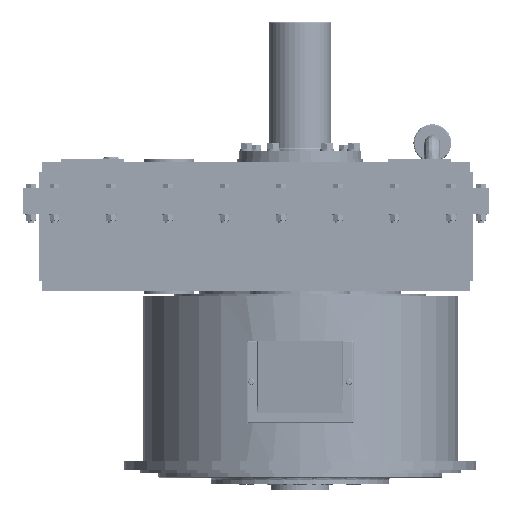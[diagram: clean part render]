
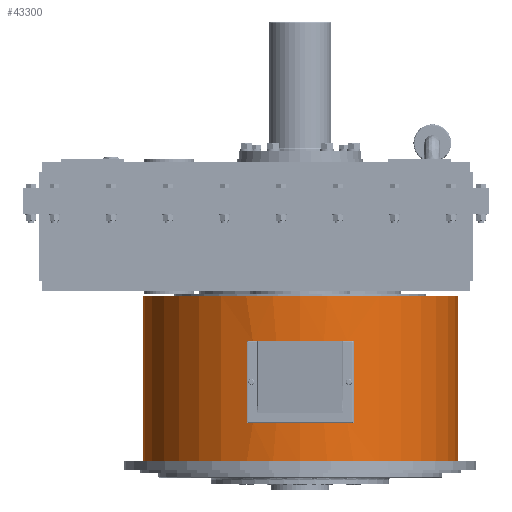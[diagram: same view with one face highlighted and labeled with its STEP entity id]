
A CAD part, front view. The second image highlights one B-rep face of the part: STEP entity #43300.
In plain terms, the highlighted cylindrical face has radius 317.5 mm (diameter 635 mm), a partial arc.
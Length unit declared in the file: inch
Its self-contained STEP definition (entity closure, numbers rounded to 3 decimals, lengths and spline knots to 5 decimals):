
#2637 = CARTESIAN_POINT ( 'NONE',  ( 0., 0., 3.37 ) ) ;
#3992 = LINE ( 'NONE', #147103, #38454 ) ;
#7311 = CIRCLE ( 'NONE', #58475, 12.5 ) ;
#14569 = CARTESIAN_POINT ( 'NONE',  ( 0., 0., 0. ) ) ;
#15635 = DIRECTION ( 'NONE',  ( 1., 0., 0. ) ) ;
#15739 = EDGE_CURVE ( 'NONE', #27633, #104337, #47030, .T. ) ;
#16185 = LINE ( 'NONE', #143644, #50644 ) ;
#17573 = CARTESIAN_POINT ( 'NONE',  ( 0., 0., 13.423 ) ) ;
#23304 = FACE_OUTER_BOUND ( 'NONE', #113795, .T. ) ;
#24431 = ORIENTED_EDGE ( 'NONE', *, *, #114457, .T. ) ;
#24806 = CARTESIAN_POINT ( 'NONE',  ( -12.5, 0., 0. ) ) ;
#25416 = ORIENTED_EDGE ( 'NONE', *, *, #80200, .T. ) ;
#27510 = DIRECTION ( 'NONE',  ( 1., 0., 0. ) ) ;
#27633 = VERTEX_POINT ( 'NONE', #78583 ) ;
#29064 = ORIENTED_EDGE ( 'NONE', *, *, #106942, .F. ) ;
#31411 = CARTESIAN_POINT ( 'NONE',  ( -12.5, 0., 0. ) ) ;
#33897 = VERTEX_POINT ( 'NONE', #63971 ) ;
#38454 = VECTOR ( 'NONE', #56841, 39.37008 ) ;
#39253 = DIRECTION ( 'NONE',  ( 0., 0., 1. ) ) ;
#39508 = VECTOR ( 'NONE', #115173, 39.37008 ) ;
#41576 = ORIENTED_EDGE ( 'NONE', *, *, #106310, .T. ) ;
#43300 = ADVANCED_FACE ( 'NONE', ( #23304, #122245 ), #118212, .T. ) ;
#47030 = CIRCLE ( 'NONE', #116689, 12.5 ) ;
#48292 = ORIENTED_EDGE ( 'NONE', *, *, #15739, .T. ) ;
#48910 = CARTESIAN_POINT ( 'NONE',  ( 3.75, -11.92424, 0. ) ) ;
#50644 = VECTOR ( 'NONE', #39253, 39.37008 ) ;
#51860 = EDGE_CURVE ( 'NONE', #159455, #33897, #3992, .T. ) ;
#56841 = DIRECTION ( 'NONE',  ( 0., 0., 1. ) ) ;
#57316 = CARTESIAN_POINT ( 'NONE',  ( 0., 0., 9.87 ) ) ;
#58475 = AXIS2_PLACEMENT_3D ( 'NONE', #57316, #147596, #70270 ) ;
#58886 = VERTEX_POINT ( 'NONE', #111092 ) ;
#59317 = AXIS2_PLACEMENT_3D ( 'NONE', #2637, #92989, #15635 ) ;
#62212 = CARTESIAN_POINT ( 'NONE',  ( 0., 0., 0. ) ) ;
#63971 = CARTESIAN_POINT ( 'NONE',  ( -3.75, -11.92424, 9.87 ) ) ;
#64184 = CARTESIAN_POINT ( 'NONE',  ( -12.5, 0., 13.423 ) ) ;
#67655 = VECTOR ( 'NONE', #87726, 39.37008 ) ;
#70270 = DIRECTION ( 'NONE',  ( 1., 0., 0. ) ) ;
#72614 = EDGE_CURVE ( 'NONE', #141181, #135815, #148038, .T. ) ;
#75210 = DIRECTION ( 'NONE',  ( 1., 0., 0. ) ) ;
#77846 = LINE ( 'NONE', #24806, #39508 ) ;
#78583 = CARTESIAN_POINT ( 'NONE',  ( 12.5, 0., 13.423 ) ) ;
#80200 = EDGE_CURVE ( 'NONE', #33897, #58886, #7311, .T. ) ;
#87664 = CIRCLE ( 'NONE', #59317, 12.5 ) ;
#87726 = DIRECTION ( 'NONE',  ( 0., 0., -1. ) ) ;
#89089 = AXIS2_PLACEMENT_3D ( 'NONE', #14569, #104883, #27510 ) ;
#92989 = DIRECTION ( 'NONE',  ( 0., 0., -1. ) ) ;
#93224 = CARTESIAN_POINT ( 'NONE',  ( 12.5, 0., 0. ) ) ;
#101897 = LINE ( 'NONE', #48910, #67655 ) ;
#103651 = AXIS2_PLACEMENT_3D ( 'NONE', #62212, #141236, #75210 ) ;
#104337 = VERTEX_POINT ( 'NONE', #64184 ) ;
#104883 = DIRECTION ( 'NONE',  ( 0., 0., 1. ) ) ;
#106310 = EDGE_CURVE ( 'NONE', #58886, #109110, #101897, .T. ) ;
#106942 = EDGE_CURVE ( 'NONE', #141181, #104337, #77846, .T. ) ;
#108560 = CARTESIAN_POINT ( 'NONE',  ( -3.75, -11.92424, 3.37 ) ) ;
#109110 = VERTEX_POINT ( 'NONE', #131996 ) ;
#111092 = CARTESIAN_POINT ( 'NONE',  ( 3.75, -11.92424, 9.87 ) ) ;
#113795 = EDGE_LOOP ( 'NONE', ( #29064, #166145, #24431, #48292 ) ) ;
#114457 = EDGE_CURVE ( 'NONE', #135815, #27633, #16185, .T. ) ;
#115173 = DIRECTION ( 'NONE',  ( 0., 0., 1. ) ) ;
#116689 = AXIS2_PLACEMENT_3D ( 'NONE', #17573, #143886, #122013 ) ;
#118212 = CYLINDRICAL_SURFACE ( 'NONE', #103651, 12.5 ) ;
#120898 = ORIENTED_EDGE ( 'NONE', *, *, #51860, .T. ) ;
#122013 = DIRECTION ( 'NONE',  ( 1., 0., 0. ) ) ;
#122245 = FACE_BOUND ( 'NONE', #163537, .T. ) ;
#125320 = EDGE_CURVE ( 'NONE', #109110, #159455, #87664, .T. ) ;
#131996 = CARTESIAN_POINT ( 'NONE',  ( 3.75, -11.92424, 3.37 ) ) ;
#135815 = VERTEX_POINT ( 'NONE', #93224 ) ;
#141181 = VERTEX_POINT ( 'NONE', #31411 ) ;
#141236 = DIRECTION ( 'NONE',  ( 0., 0., 1. ) ) ;
#143644 = CARTESIAN_POINT ( 'NONE',  ( 12.5, 0., 0. ) ) ;
#143886 = DIRECTION ( 'NONE',  ( 0., 0., -1. ) ) ;
#147103 = CARTESIAN_POINT ( 'NONE',  ( -3.75, -11.92424, 0. ) ) ;
#147596 = DIRECTION ( 'NONE',  ( 0., 0., 1. ) ) ;
#148038 = CIRCLE ( 'NONE', #89089, 12.5 ) ;
#153058 = ORIENTED_EDGE ( 'NONE', *, *, #125320, .T. ) ;
#159455 = VERTEX_POINT ( 'NONE', #108560 ) ;
#163537 = EDGE_LOOP ( 'NONE', ( #25416, #41576, #153058, #120898 ) ) ;
#166145 = ORIENTED_EDGE ( 'NONE', *, *, #72614, .T. ) ;
